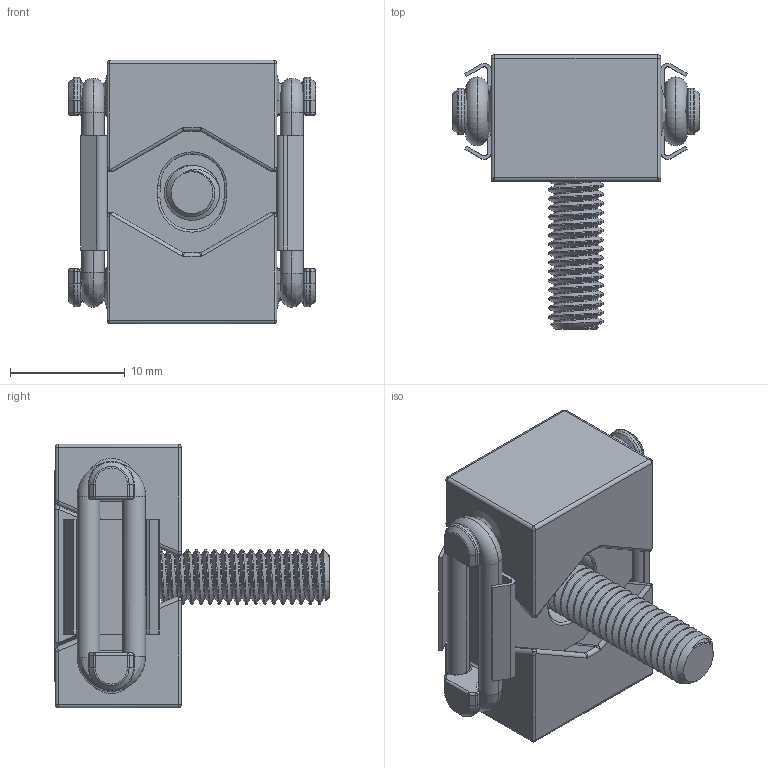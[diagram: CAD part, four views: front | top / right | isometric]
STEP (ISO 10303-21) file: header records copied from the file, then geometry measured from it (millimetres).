
FILE_DESCRIPTION (( 'STEP AP214' ), '1' );
FILE_NAME ('47100.STEP', '2016-01-25T21:22:23', ( 'Mike W' ), ( '' ), 'SwSTEP 2.0', 'SolidWorks 2015', '' );
FILE_SCHEMA (( 'AUTOMOTIVE_DESIGN' ));
Length unit declared in the file: inch
Products named in the file (6): 103234 SHCS_103234 SHCS; OK-VISE AK JAW; 47090; 47095; 47123; 47100
Assembly tree (8 placements, depth 2):
  47100
    47123  x2
    47095  x2
    47090
    OK-VISE AK JAW  x2
    103234 SHCS_103234 SHCS
Bounding box: 21.6 x 23.95 x 23 mm (x, y, z)
Volume: 3852.3 mm3; surface area: 4178 mm2
Topology: 8 solids, 8 shells, 596 faces, 1458 edges, 848 vertices
Faces by surface type: cylinder 282, plane 130, bspline 90, torus 49, sphere 28, cone 17
Entity records: 24871 total; most frequent: CARTESIAN_POINT 13310, ORIENTED_EDGE 2136, DIRECTION 1585, EDGE_CURVE 1068, VERTEX_POINT 650, AXIS2_PLACEMENT_3D 560, LINE 465, VECTOR 465
